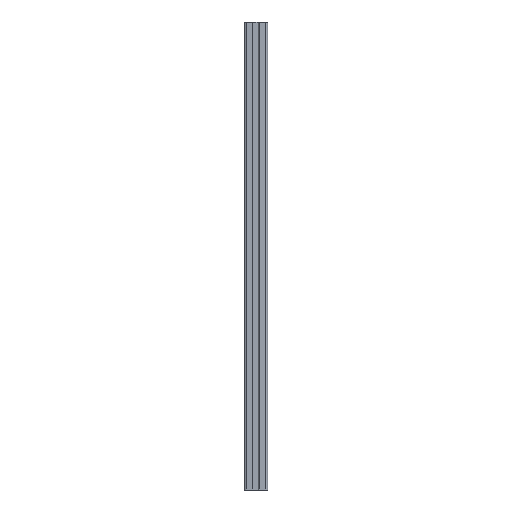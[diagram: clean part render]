
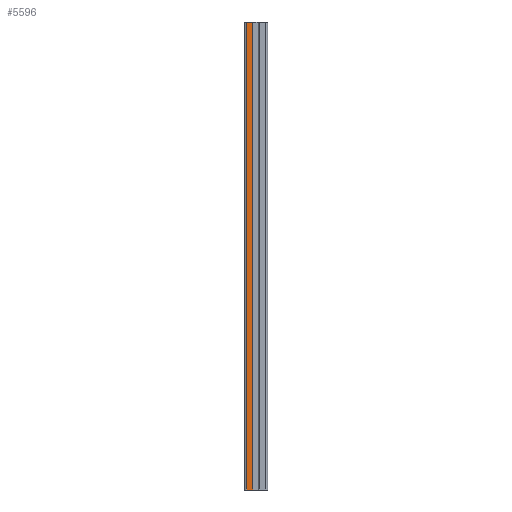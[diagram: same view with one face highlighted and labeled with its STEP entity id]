
A CAD part, left-side view. The second image highlights one B-rep face of the part: STEP entity #5596.
In plain terms, the highlighted planar face has unit normal (-1, 0, 0).
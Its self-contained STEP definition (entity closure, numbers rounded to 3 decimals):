
#421=DIRECTION('',(0.,0.,-1.));
#422=VECTOR('',#421,20.);
#423=CARTESIAN_POINT('',(0.,25.5,20.));
#424=LINE('',#423,#422);
#428=DIRECTION('',(0.,0.,1.));
#429=VECTOR('',#428,780.);
#430=CARTESIAN_POINT('',(0.,25.5,20.));
#431=LINE('',#430,#429);
#442=DIRECTION('',(0.,0.,1.));
#443=VECTOR('',#442,780.);
#444=CARTESIAN_POINT('',(0.,36.,20.));
#445=LINE('',#444,#443);
#449=DIRECTION('',(0.,-1.,0.));
#450=VECTOR('',#449,10.5);
#451=CARTESIAN_POINT('',(0.,36.,0.));
#452=LINE('',#451,#450);
#470=DIRECTION('',(0.,0.,1.));
#471=VECTOR('',#470,20.);
#472=CARTESIAN_POINT('',(0.,36.,0.));
#473=LINE('',#472,#471);
#2108=DIRECTION('',(0.,-1.,0.));
#2109=VECTOR('',#2108,10.5);
#2110=CARTESIAN_POINT('',(0.,36.,800.));
#2111=LINE('',#2110,#2109);
#4321=CARTESIAN_POINT('',(0.,25.5,0.));
#4322=VERTEX_POINT('',#4321);
#4323=CARTESIAN_POINT('',(0.,36.,0.));
#4324=VERTEX_POINT('',#4323);
#4739=CARTESIAN_POINT('',(0.,36.,800.));
#4740=VERTEX_POINT('',#4739);
#4741=CARTESIAN_POINT('',(0.,25.5,800.));
#4742=VERTEX_POINT('',#4741);
#4905=CARTESIAN_POINT('',(0.,25.5,20.));
#4906=VERTEX_POINT('',#4905);
#4907=CARTESIAN_POINT('',(0.,36.,20.));
#4908=VERTEX_POINT('',#4907);
#5579=CARTESIAN_POINT('',(0.,4.,0.));
#5580=DIRECTION('',(-1.,0.,0.));
#5581=DIRECTION('',(0.,1.,0.));
#5582=AXIS2_PLACEMENT_3D('',#5579,#5580,#5581);
#5583=PLANE('',#5582);
#5585=ORIENTED_EDGE('',*,*,#5584,.T.);
#5587=ORIENTED_EDGE('',*,*,#5586,.T.);
#5589=ORIENTED_EDGE('',*,*,#5588,.T.);
#5590=ORIENTED_EDGE('',*,*,#5568,.F.);
#5591=ORIENTED_EDGE('',*,*,#5566,.T.);
#5593=ORIENTED_EDGE('',*,*,#5592,.F.);
#5594=EDGE_LOOP('',(#5585,#5587,#5589,#5590,#5591,#5593));
#5595=FACE_OUTER_BOUND('',#5594,.F.);
#5566=EDGE_CURVE('',#4906,#4322,#424,.T.);
#5568=EDGE_CURVE('',#4906,#4742,#431,.T.);
#5584=EDGE_CURVE('',#4324,#4908,#473,.T.);
#5586=EDGE_CURVE('',#4908,#4740,#445,.T.);
#5588=EDGE_CURVE('',#4740,#4742,#2111,.T.);
#5592=EDGE_CURVE('',#4324,#4322,#452,.T.);
#5596=ADVANCED_FACE('',(#5595),#5583,.T.);
